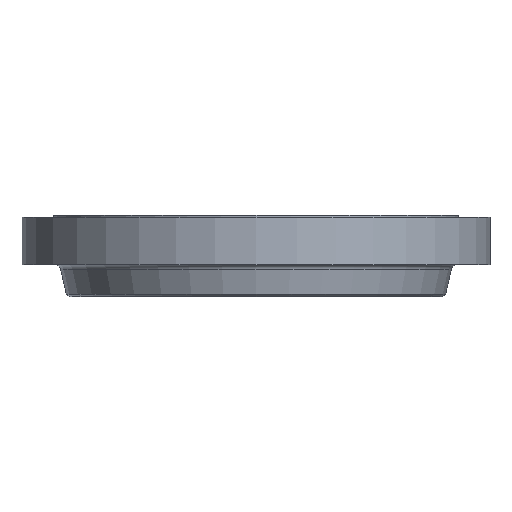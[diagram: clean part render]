
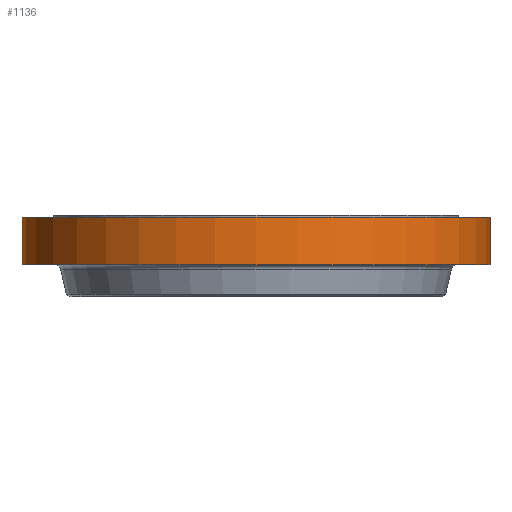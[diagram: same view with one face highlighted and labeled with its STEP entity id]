
A CAD part, front view. The second image highlights one B-rep face of the part: STEP entity #1136.
In plain terms, the highlighted cylindrical face has radius 660.4 mm (diameter 1320.8 mm), a partial arc.
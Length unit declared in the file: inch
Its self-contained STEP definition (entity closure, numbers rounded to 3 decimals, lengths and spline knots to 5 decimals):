
#121 = AXIS2_PLACEMENT_3D ( 'NONE', #2759, #958, #527 ) ;
#127 = CARTESIAN_POINT ( 'NONE',  ( 0., 0., -0.25 ) ) ;
#130 = EDGE_CURVE ( 'NONE', #2591, #1915, #1192, .T. ) ;
#140 = DIRECTION ( 'NONE',  ( 1., 0., 0. ) ) ;
#306 = VECTOR ( 'NONE', #886, 39.37008 ) ;
#349 = CIRCLE ( 'NONE', #1381, 26. ) ;
#362 = VECTOR ( 'NONE', #1233, 39.37008 ) ;
#397 = DIRECTION ( 'NONE',  ( 0., 0., 1. ) ) ;
#468 = EDGE_CURVE ( 'NONE', #1779, #2097, #349, .T. ) ;
#527 = DIRECTION ( 'NONE',  ( 1., 0., 0. ) ) ;
#582 = CARTESIAN_POINT ( 'NONE',  ( 26., 0., -0.25 ) ) ;
#728 = CARTESIAN_POINT ( 'NONE',  ( 26., 0., -5.5 ) ) ;
#782 = ORIENTED_EDGE ( 'NONE', *, *, #798, .T. ) ;
#798 = EDGE_CURVE ( 'NONE', #1915, #2097, #1540, .T. ) ;
#886 = DIRECTION ( 'NONE',  ( 0., 0., 1. ) ) ;
#957 = ORIENTED_EDGE ( 'NONE', *, *, #468, .F. ) ;
#958 = DIRECTION ( 'NONE',  ( 0., 0., 1. ) ) ;
#969 = CYLINDRICAL_SURFACE ( 'NONE', #121, 26. ) ;
#1136 = ADVANCED_FACE ( 'NONE', ( #1644 ), #969, .T. ) ;
#1139 = CARTESIAN_POINT ( 'NONE',  ( -26., 0., -0.25 ) ) ;
#1192 = CIRCLE ( 'NONE', #2352, 26. ) ;
#1209 = CARTESIAN_POINT ( 'NONE',  ( -26., 0., 0. ) ) ;
#1233 = DIRECTION ( 'NONE',  ( 0., 0., 1. ) ) ;
#1331 = ORIENTED_EDGE ( 'NONE', *, *, #130, .T. ) ;
#1353 = ORIENTED_EDGE ( 'NONE', *, *, #2074, .F. ) ;
#1381 = AXIS2_PLACEMENT_3D ( 'NONE', #127, #1477, #140 ) ;
#1477 = DIRECTION ( 'NONE',  ( 0., 0., 1. ) ) ;
#1540 = LINE ( 'NONE', #1786, #306 ) ;
#1644 = FACE_OUTER_BOUND ( 'NONE', #2278, .T. ) ;
#1690 = LINE ( 'NONE', #1209, #362 ) ;
#1769 = CARTESIAN_POINT ( 'NONE',  ( -26., 0., -5.5 ) ) ;
#1779 = VERTEX_POINT ( 'NONE', #1139 ) ;
#1786 = CARTESIAN_POINT ( 'NONE',  ( 26., 0., 0. ) ) ;
#1915 = VERTEX_POINT ( 'NONE', #728 ) ;
#1972 = CARTESIAN_POINT ( 'NONE',  ( 0., 0., -5.5 ) ) ;
#2074 = EDGE_CURVE ( 'NONE', #2591, #1779, #1690, .T. ) ;
#2097 = VERTEX_POINT ( 'NONE', #582 ) ;
#2184 = DIRECTION ( 'NONE',  ( 1., 0., 0. ) ) ;
#2278 = EDGE_LOOP ( 'NONE', ( #1353, #1331, #782, #957 ) ) ;
#2352 = AXIS2_PLACEMENT_3D ( 'NONE', #1972, #397, #2184 ) ;
#2591 = VERTEX_POINT ( 'NONE', #1769 ) ;
#2759 = CARTESIAN_POINT ( 'NONE',  ( 0., 0., 0. ) ) ;
